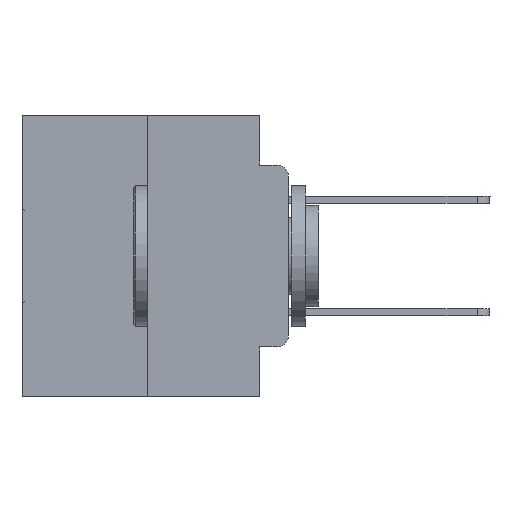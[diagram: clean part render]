
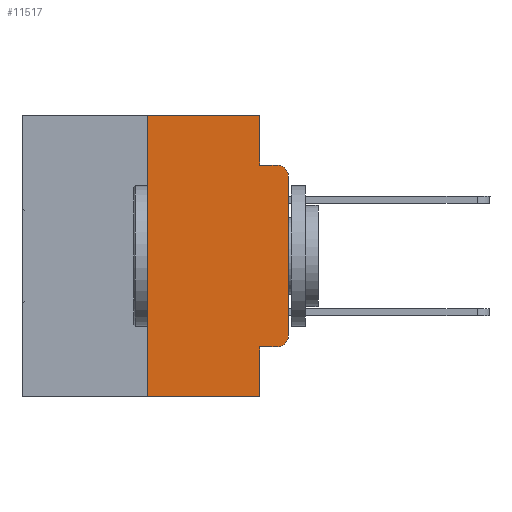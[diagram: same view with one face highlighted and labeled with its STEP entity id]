
A CAD part, left-side view. The second image highlights one B-rep face of the part: STEP entity #11517.
In plain terms, the highlighted planar face has unit normal (-1, 0, 0).
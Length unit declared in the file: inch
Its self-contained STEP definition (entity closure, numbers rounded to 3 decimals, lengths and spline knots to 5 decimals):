
#221 = ORIENTED_EDGE ( 'NONE', *, *, #10629, .F. ) ;
#594 = EDGE_CURVE ( 'NONE', #10434, #7063, #23368, .T. ) ;
#716 = CARTESIAN_POINT ( 'NONE',  ( 0., 0.051, 0. ) ) ;
#883 = CARTESIAN_POINT ( 'NONE',  ( 0., 0.051, 0. ) ) ;
#892 = DIRECTION ( 'NONE',  ( 0., 0., 1. ) ) ;
#1157 = CIRCLE ( 'NONE', #18328, 0.02 ) ;
#1322 = EDGE_CURVE ( 'NONE', #3653, #4730, #21393, .T. ) ;
#1924 = VERTEX_POINT ( 'NONE', #12292 ) ;
#2784 = LINE ( 'NONE', #883, #15890 ) ;
#2816 = DIRECTION ( 'NONE',  ( 0., -1., 0. ) ) ;
#3653 = VERTEX_POINT ( 'NONE', #22942 ) ;
#4730 = VERTEX_POINT ( 'NONE', #29742 ) ;
#4749 = CARTESIAN_POINT ( 'NONE',  ( 0., 0.051, -0.4115 ) ) ;
#4960 = VECTOR ( 'NONE', #15043, 39.37008 ) ;
#5285 = VERTEX_POINT ( 'NONE', #4749 ) ;
#5860 = DIRECTION ( 'NONE',  ( 0., -1., 0. ) ) ;
#6148 = CARTESIAN_POINT ( 'NONE',  ( 0., 0.473, 0. ) ) ;
#6477 = VECTOR ( 'NONE', #12548, 39.37008 ) ;
#7063 = VERTEX_POINT ( 'NONE', #26914 ) ;
#7166 = CARTESIAN_POINT ( 'NONE',  ( 0., 0.02, -0.1085 ) ) ;
#7333 = EDGE_CURVE ( 'NONE', #5285, #10434, #25504, .T. ) ;
#8641 = DIRECTION ( 'NONE',  ( 0., 0., -1. ) ) ;
#9576 = AXIS2_PLACEMENT_3D ( 'NONE', #13427, #11550, #18544 ) ;
#9667 = DIRECTION ( 'NONE',  ( 0., 0., -1. ) ) ;
#10434 = VERTEX_POINT ( 'NONE', #24094 ) ;
#10497 = VERTEX_POINT ( 'NONE', #16869 ) ;
#10604 = CARTESIAN_POINT ( 'NONE',  ( 0., 0.473, -0.5 ) ) ;
#10629 = EDGE_CURVE ( 'NONE', #5285, #4730, #13013, .T. ) ;
#11517 = ADVANCED_FACE ( 'NONE', ( #24509 ), #18426, .F. ) ;
#11550 = DIRECTION ( 'NONE',  ( -1., 0., 0. ) ) ;
#11666 = VECTOR ( 'NONE', #892, 39.37008 ) ;
#11791 = CARTESIAN_POINT ( 'NONE',  ( 0., 0.051, -0.0885 ) ) ;
#12013 = CARTESIAN_POINT ( 'NONE',  ( 0., 0.25, 0. ) ) ;
#12292 = CARTESIAN_POINT ( 'NONE',  ( 0., 0., -0.1085 ) ) ;
#12548 = DIRECTION ( 'NONE',  ( 0., 0., -1. ) ) ;
#13013 = LINE ( 'NONE', #27248, #6477 ) ;
#13427 = CARTESIAN_POINT ( 'NONE',  ( 0., 0.02, -0.3915 ) ) ;
#13449 = ORIENTED_EDGE ( 'NONE', *, *, #7333, .T. ) ;
#14970 = ORIENTED_EDGE ( 'NONE', *, *, #28678, .T. ) ;
#15043 = DIRECTION ( 'NONE',  ( 0., 0., 1. ) ) ;
#15890 = VECTOR ( 'NONE', #20609, 39.37008 ) ;
#16136 = ORIENTED_EDGE ( 'NONE', *, *, #1322, .T. ) ;
#16524 = AXIS2_PLACEMENT_3D ( 'NONE', #6148, #23387, #8641 ) ;
#16869 = CARTESIAN_POINT ( 'NONE',  ( 0., 0.02, -0.0885 ) ) ;
#17219 = EDGE_CURVE ( 'NONE', #3653, #24212, #31136, .T. ) ;
#17308 = CARTESIAN_POINT ( 'NONE',  ( 0., 0., 0. ) ) ;
#17487 = DIRECTION ( 'NONE',  ( 0., -1., 0. ) ) ;
#18064 = LINE ( 'NONE', #17308, #4960 ) ;
#18328 = AXIS2_PLACEMENT_3D ( 'NONE', #7166, #24373, #9667 ) ;
#18426 = PLANE ( 'NONE',  #16524 ) ;
#18544 = DIRECTION ( 'NONE',  ( 0., 0., -1. ) ) ;
#19756 = LINE ( 'NONE', #22532, #31133 ) ;
#20422 = EDGE_CURVE ( 'NONE', #24212, #30431, #19756, .T. ) ;
#20555 = EDGE_CURVE ( 'NONE', #30431, #30700, #2784, .T. ) ;
#20609 = DIRECTION ( 'NONE',  ( 0., 0., -1. ) ) ;
#21393 = LINE ( 'NONE', #10604, #27846 ) ;
#22532 = CARTESIAN_POINT ( 'NONE',  ( 0., 0.473, 0. ) ) ;
#22942 = CARTESIAN_POINT ( 'NONE',  ( 0., 0.25, -0.5 ) ) ;
#22973 = CARTESIAN_POINT ( 'NONE',  ( 0., 0.051, -0.4115 ) ) ;
#23368 = CIRCLE ( 'NONE', #9576, 0.02 ) ;
#23387 = DIRECTION ( 'NONE',  ( 1., 0., 0. ) ) ;
#23779 = LINE ( 'NONE', #29170, #30182 ) ;
#23837 = ORIENTED_EDGE ( 'NONE', *, *, #20555, .F. ) ;
#24094 = CARTESIAN_POINT ( 'NONE',  ( 0., 0.02, -0.4115 ) ) ;
#24199 = ORIENTED_EDGE ( 'NONE', *, *, #30280, .T. ) ;
#24212 = VERTEX_POINT ( 'NONE', #12013 ) ;
#24373 = DIRECTION ( 'NONE',  ( -1., 0., 0. ) ) ;
#24509 = FACE_OUTER_BOUND ( 'NONE', #28976, .T. ) ;
#25460 = EDGE_CURVE ( 'NONE', #30700, #10497, #23779, .T. ) ;
#25504 = LINE ( 'NONE', #22973, #31120 ) ;
#26155 = ORIENTED_EDGE ( 'NONE', *, *, #594, .T. ) ;
#26776 = DIRECTION ( 'NONE',  ( 0., -1., 0. ) ) ;
#26914 = CARTESIAN_POINT ( 'NONE',  ( 0., 0., -0.3915 ) ) ;
#27248 = CARTESIAN_POINT ( 'NONE',  ( 0., 0.051, 0. ) ) ;
#27846 = VECTOR ( 'NONE', #17487, 39.37008 ) ;
#28003 = ORIENTED_EDGE ( 'NONE', *, *, #25460, .F. ) ;
#28392 = ORIENTED_EDGE ( 'NONE', *, *, #17219, .F. ) ;
#28678 = EDGE_CURVE ( 'NONE', #1924, #10497, #1157, .T. ) ;
#28976 = EDGE_LOOP ( 'NONE', ( #24199, #14970, #28003, #23837, #31728, #28392, #16136, #221, #13449, #26155 ) ) ;
#29170 = CARTESIAN_POINT ( 'NONE',  ( 0., 0.051, -0.0885 ) ) ;
#29742 = CARTESIAN_POINT ( 'NONE',  ( 0., 0.051, -0.5 ) ) ;
#30182 = VECTOR ( 'NONE', #26776, 39.37008 ) ;
#30280 = EDGE_CURVE ( 'NONE', #7063, #1924, #18064, .T. ) ;
#30351 = CARTESIAN_POINT ( 'NONE',  ( 0., 0.25, 0. ) ) ;
#30431 = VERTEX_POINT ( 'NONE', #716 ) ;
#30700 = VERTEX_POINT ( 'NONE', #11791 ) ;
#31120 = VECTOR ( 'NONE', #5860, 39.37008 ) ;
#31133 = VECTOR ( 'NONE', #2816, 39.37008 ) ;
#31136 = LINE ( 'NONE', #30351, #11666 ) ;
#31728 = ORIENTED_EDGE ( 'NONE', *, *, #20422, .F. ) ;
